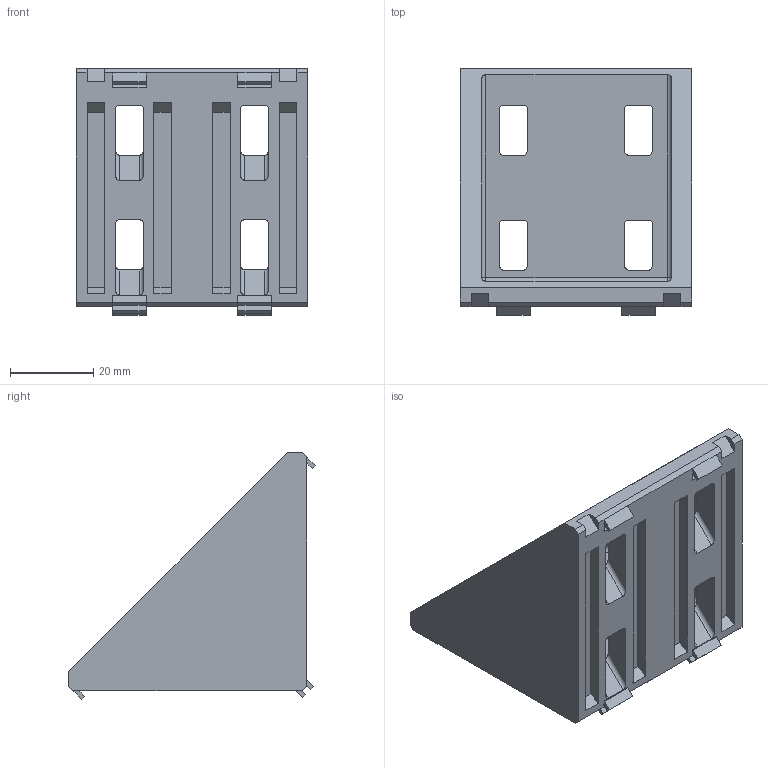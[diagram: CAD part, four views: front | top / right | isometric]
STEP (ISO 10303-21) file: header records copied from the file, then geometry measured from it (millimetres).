
FILE_DESCRIPTION (( 'STEP AP214' ), '1' );
FILE_NAME ('A10 Óãëîâîé àëþìèíèåâûé ñîåäèíèòåëü 60õ60, ïàç 8.STEP', '2021-09-16T07:49:51', ( 'Windows User' ), ( '' ), 'SwSTEP 2.0', 'SolidWorks 2021', '' );
FILE_SCHEMA (( 'AUTOMOTIVE_DESIGN' ));
Length unit declared in the file: millimetre
Products named in the file (1): A10 Óãëîâîé àëþìèíèåâûé ñîåäèíèòåëü 60õ60, ïàç 8
Bounding box: 55.5 x 59.12 x 59.12 mm (x, y, z)
Volume: 39477 mm3; surface area: 21200.8 mm2
Topology: 3 solids, 3 shells, 205 faces, 552 edges, 358 vertices
Faces by surface type: plane 166, cylinder 37, sphere 2
Entity records: 6358 total; most frequent: CARTESIAN_POINT 1222, ORIENTED_EDGE 1100, DIRECTION 964, EDGE_CURVE 550, VECTOR 476, LINE 476, VERTEX_POINT 358, AXIS2_PLACEMENT_3D 244
